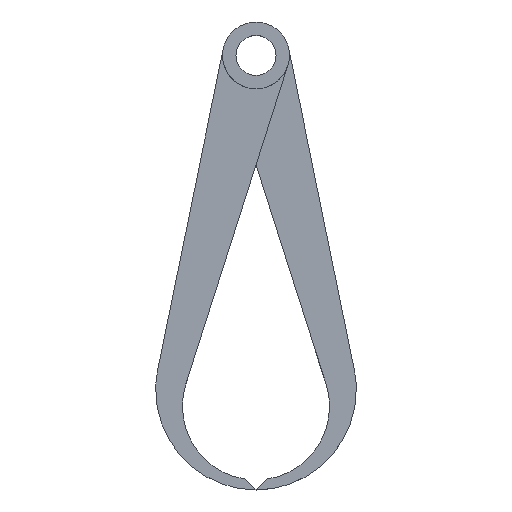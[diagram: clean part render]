
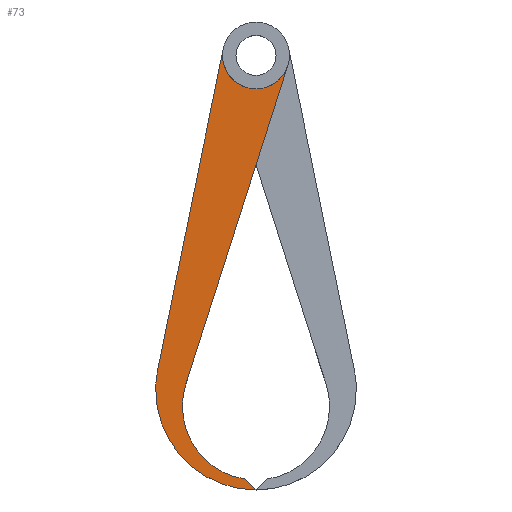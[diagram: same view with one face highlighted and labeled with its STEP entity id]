
A CAD part, top view. The second image highlights one B-rep face of the part: STEP entity #73.
In plain terms, the highlighted planar face has unit normal (0, 0, 1).
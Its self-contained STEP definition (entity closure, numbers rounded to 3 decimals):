
#8 = EDGE_CURVE ( 'NONE', #505, #698, #754, .T. ) ;
#10 = DIRECTION ( 'NONE',  ( 1., 0., 0. ) ) ;
#11 = CARTESIAN_POINT ( 'NONE',  ( -20.953, -98.295, 5. ) ) ;
#23 = VECTOR ( 'NONE', #219, 1000. ) ;
#24 = AXIS2_PLACEMENT_3D ( 'NONE', #647, #39, #642 ) ;
#34 = CARTESIAN_POINT ( 'NONE',  ( -9.798, 2., 5. ) ) ;
#39 = DIRECTION ( 'NONE',  ( 0., 0., 1. ) ) ;
#42 = EDGE_LOOP ( 'NONE', ( #419, #144, #283, #561, #212, #334, #66, #496, #551 ) ) ;
#54 = EDGE_CURVE ( 'NONE', #441, #505, #869, .T. ) ;
#62 = VERTEX_POINT ( 'NONE', #34 ) ;
#66 = ORIENTED_EDGE ( 'NONE', *, *, #8, .T. ) ;
#73 = ADVANCED_FACE ( 'NONE', ( #234 ), #699, .T. ) ;
#76 = VERTEX_POINT ( 'NONE', #839 ) ;
#103 = CARTESIAN_POINT ( 'NONE',  ( -22., -105., 5. ) ) ;
#131 = CIRCLE ( 'NONE', #601, 10. ) ;
#139 = EDGE_CURVE ( 'NONE', #152, #534, #194, .T. ) ;
#142 = CIRCLE ( 'NONE', #633, 22. ) ;
#144 = ORIENTED_EDGE ( 'NONE', *, *, #763, .F. ) ;
#152 = VERTEX_POINT ( 'NONE', #103 ) ;
#175 = VECTOR ( 'NONE', #267, 1000. ) ;
#182 = DIRECTION ( 'NONE',  ( 1., 0., 0. ) ) ;
#183 = LINE ( 'NONE', #566, #175 ) ;
#184 = EDGE_CURVE ( 'NONE', #698, #534, #841, .T. ) ;
#194 = CIRCLE ( 'NONE', #817, 22. ) ;
#201 = CARTESIAN_POINT ( 'NONE',  ( -30., -100., 5. ) ) ;
#212 = ORIENTED_EDGE ( 'NONE', *, *, #547, .T. ) ;
#215 = DIRECTION ( 'NONE',  ( 0., 0., 1. ) ) ;
#219 = DIRECTION ( 'NONE',  ( -0.2, -0.98, 0. ) ) ;
#226 = DIRECTION ( 'NONE',  ( 1., 0., 0. ) ) ;
#234 = FACE_OUTER_BOUND ( 'NONE', #42, .T. ) ;
#251 = CARTESIAN_POINT ( 'NONE',  ( 0., -105., 5. ) ) ;
#262 = AXIS2_PLACEMENT_3D ( 'NONE', #417, #355, #10 ) ;
#267 = DIRECTION ( 'NONE',  ( -0.305, -0.952, 0. ) ) ;
#283 = ORIENTED_EDGE ( 'NONE', *, *, #813, .F. ) ;
#284 = CARTESIAN_POINT ( 'NONE',  ( -9.798, 2., 5. ) ) ;
#296 = CARTESIAN_POINT ( 'NONE',  ( 0., -105., 5. ) ) ;
#303 = DIRECTION ( 'NONE',  ( -0.707, 0.707, 0. ) ) ;
#334 = ORIENTED_EDGE ( 'NONE', *, *, #54, .T. ) ;
#355 = DIRECTION ( 'NONE',  ( 0., 0., 1. ) ) ;
#369 = DIRECTION ( 'NONE',  ( 0., 0., 1. ) ) ;
#415 = DIRECTION ( 'NONE',  ( 0., 0., 1. ) ) ;
#417 = CARTESIAN_POINT ( 'NONE',  ( 0., -100., 5. ) ) ;
#418 = CARTESIAN_POINT ( 'NONE',  ( 0., 0., 5. ) ) ;
#419 = ORIENTED_EDGE ( 'NONE', *, *, #555, .F. ) ;
#421 = DIRECTION ( 'NONE',  ( 1., 0., 0. ) ) ;
#441 = VERTEX_POINT ( 'NONE', #733 ) ;
#446 = CARTESIAN_POINT ( 'NONE',  ( -65., -65., 5. ) ) ;
#460 = DIRECTION ( 'NONE',  ( 0., 0., 1. ) ) ;
#488 = CIRCLE ( 'NONE', #504, 10. ) ;
#493 = LINE ( 'NONE', #284, #23 ) ;
#496 = ORIENTED_EDGE ( 'NONE', *, *, #184, .T. ) ;
#504 = AXIS2_PLACEMENT_3D ( 'NONE', #803, #460, #863 ) ;
#505 = VERTEX_POINT ( 'NONE', #201 ) ;
#508 = CARTESIAN_POINT ( 'NONE',  ( 0., -130., 5. ) ) ;
#534 = VERTEX_POINT ( 'NONE', #760 ) ;
#547 = EDGE_CURVE ( 'NONE', #62, #441, #493, .T. ) ;
#551 = ORIENTED_EDGE ( 'NONE', *, *, #139, .F. ) ;
#555 = EDGE_CURVE ( 'NONE', #592, #152, #142, .T. ) ;
#561 = ORIENTED_EDGE ( 'NONE', *, *, #608, .F. ) ;
#564 = CARTESIAN_POINT ( 'NONE',  ( 0., -100., 5. ) ) ;
#566 = CARTESIAN_POINT ( 'NONE',  ( 9.524, -3.048, 5. ) ) ;
#592 = VERTEX_POINT ( 'NONE', #11 ) ;
#601 = AXIS2_PLACEMENT_3D ( 'NONE', #418, #415, #226 ) ;
#604 = VECTOR ( 'NONE', #303, 1000. ) ;
#608 = EDGE_CURVE ( 'NONE', #62, #76, #131, .T. ) ;
#612 = VERTEX_POINT ( 'NONE', #764 ) ;
#633 = AXIS2_PLACEMENT_3D ( 'NONE', #296, #215, #421 ) ;
#642 = DIRECTION ( 'NONE',  ( 1., 0., 0. ) ) ;
#647 = CARTESIAN_POINT ( 'NONE',  ( 0., 0., 5. ) ) ;
#698 = VERTEX_POINT ( 'NONE', #508 ) ;
#699 = PLANE ( 'NONE',  #24 ) ;
#733 = CARTESIAN_POINT ( 'NONE',  ( -29.394, -94., 5. ) ) ;
#754 = CIRCLE ( 'NONE', #262, 30. ) ;
#760 = CARTESIAN_POINT ( 'NONE',  ( -3.24, -126.76, 5. ) ) ;
#763 = EDGE_CURVE ( 'NONE', #612, #592, #183, .T. ) ;
#764 = CARTESIAN_POINT ( 'NONE',  ( 9.524, -3.048, 5. ) ) ;
#793 = DIRECTION ( 'NONE',  ( 0., 0., 1. ) ) ;
#800 = AXIS2_PLACEMENT_3D ( 'NONE', #564, #369, #850 ) ;
#803 = CARTESIAN_POINT ( 'NONE',  ( 0., 0., 5. ) ) ;
#813 = EDGE_CURVE ( 'NONE', #76, #612, #488, .T. ) ;
#817 = AXIS2_PLACEMENT_3D ( 'NONE', #251, #793, #182 ) ;
#839 = CARTESIAN_POINT ( 'NONE',  ( -10., 0., 5. ) ) ;
#841 = LINE ( 'NONE', #446, #604 ) ;
#850 = DIRECTION ( 'NONE',  ( 1., 0., 0. ) ) ;
#863 = DIRECTION ( 'NONE',  ( 1., 0., 0. ) ) ;
#869 = CIRCLE ( 'NONE', #800, 30. ) ;
